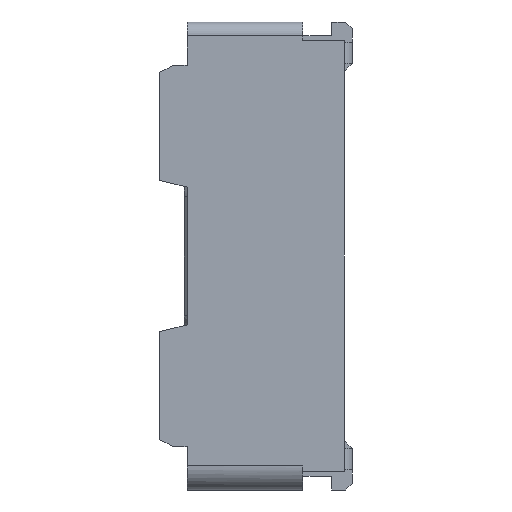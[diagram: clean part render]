
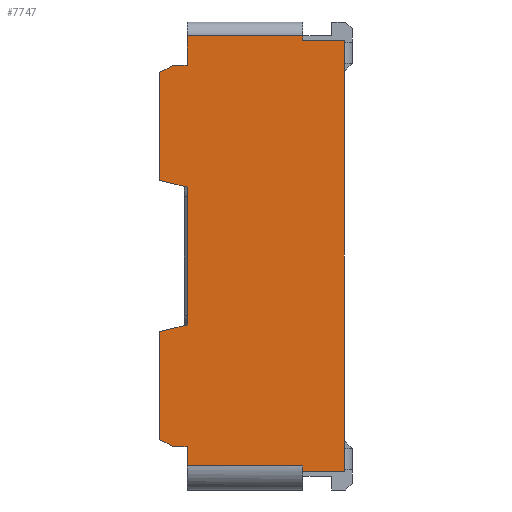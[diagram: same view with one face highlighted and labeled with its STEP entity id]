
A CAD part, left-side view. The second image highlights one B-rep face of the part: STEP entity #7747.
In plain terms, the highlighted planar face has unit normal (-1, 0, 0).
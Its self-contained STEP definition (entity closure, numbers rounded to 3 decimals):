
#209=DIRECTION('',(0.,1.,0.));
#210=VECTOR('',#209,0.1);
#211=CARTESIAN_POINT('',(-3.15,0.57,1.385));
#212=LINE('',#211,#210);
#237=DIRECTION('',(0.,0.,-1.));
#238=VECTOR('',#237,0.215);
#239=CARTESIAN_POINT('',(-3.15,0.57,1.6));
#240=LINE('',#239,#238);
#241=DIRECTION('',(0.,-1.,0.));
#242=VECTOR('',#241,0.84);
#243=CARTESIAN_POINT('',(-3.15,0.57,1.6));
#244=LINE('',#243,#242);
#245=DIRECTION('',(0.,0.,-1.));
#246=VECTOR('',#245,0.035);
#247=CARTESIAN_POINT('',(-3.15,-0.27,1.6));
#248=LINE('',#247,#246);
#249=DIRECTION('',(0.,1.,0.));
#250=VECTOR('',#249,0.3);
#251=CARTESIAN_POINT('',(-3.15,-0.57,1.565));
#252=LINE('',#251,#250);
#253=DIRECTION('',(0.,1.,0.));
#254=VECTOR('',#253,0.3);
#255=CARTESIAN_POINT('',(-3.15,-0.57,-1.565));
#256=LINE('',#255,#254);
#257=DIRECTION('',(0.,0.,-1.));
#258=VECTOR('',#257,0.04);
#259=CARTESIAN_POINT('',(-3.15,-0.27,-1.525));
#260=LINE('',#259,#258);
#261=DIRECTION('',(0.,1.,0.));
#262=VECTOR('',#261,0.84);
#263=CARTESIAN_POINT('',(-3.15,-0.27,-1.525));
#264=LINE('',#263,#262);
#265=DIRECTION('',(0.,0.,-1.));
#266=VECTOR('',#265,0.14);
#267=CARTESIAN_POINT('',(-3.15,0.57,-1.385));
#268=LINE('',#267,#266);
#269=DIRECTION('',(0.,1.,0.));
#270=VECTOR('',#269,0.1);
#271=CARTESIAN_POINT('',(-3.15,0.57,-1.385));
#272=LINE('',#271,#270);
#273=DIRECTION('',(0.,-0.894,-0.447));
#274=VECTOR('',#273,0.112);
#275=CARTESIAN_POINT('',(-3.15,0.77,-1.335));
#276=LINE('',#275,#274);
#277=DIRECTION('',(0.,0.97,-0.243));
#278=VECTOR('',#277,0.206);
#279=CARTESIAN_POINT('',(-3.15,0.57,-0.5));
#280=LINE('',#279,#278);
#281=DIRECTION('',(0.,0.,-1.));
#282=VECTOR('',#281,1.);
#283=CARTESIAN_POINT('',(-3.15,0.57,0.5));
#284=LINE('',#283,#282);
#285=DIRECTION('',(0.,-0.97,-0.243));
#286=VECTOR('',#285,0.206);
#287=CARTESIAN_POINT('',(-3.15,0.77,0.55));
#288=LINE('',#287,#286);
#289=DIRECTION('',(0.,0.894,-0.447));
#290=VECTOR('',#289,0.112);
#291=CARTESIAN_POINT('',(-3.15,0.67,1.385));
#292=LINE('',#291,#290);
#566=DIRECTION('',(0.,0.,1.));
#567=VECTOR('',#566,0.785);
#568=CARTESIAN_POINT('',(-3.15,0.77,0.55));
#569=LINE('',#568,#567);
#591=DIRECTION('',(0.,0.,1.));
#592=VECTOR('',#591,0.785);
#593=CARTESIAN_POINT('',(-3.15,0.77,-1.335));
#594=LINE('',#593,#592);
#1344=DIRECTION('',(0.,0.,-1.));
#1345=VECTOR('',#1344,3.13);
#1346=CARTESIAN_POINT('',(-3.15,-0.57,1.565));
#1347=LINE('',#1346,#1345);
#5630=CARTESIAN_POINT('',(-3.15,-0.57,1.565));
#5631=CARTESIAN_POINT('',(-3.15,-0.27,1.565));
#5632=VERTEX_POINT('',#5630);
#5633=VERTEX_POINT('',#5631);
#5642=CARTESIAN_POINT('',(-3.15,-0.57,-1.565));
#5643=VERTEX_POINT('',#5642);
#5652=CARTESIAN_POINT('',(-3.15,0.57,1.385));
#5654=VERTEX_POINT('',#5652);
#5656=CARTESIAN_POINT('',(-3.15,0.57,-1.385));
#5658=VERTEX_POINT('',#5656);
#6331=CARTESIAN_POINT('',(-3.15,-0.27,-1.565));
#6333=VERTEX_POINT('',#6331);
#6335=CARTESIAN_POINT('',(-3.15,-0.27,1.6));
#6337=VERTEX_POINT('',#6335);
#6338=CARTESIAN_POINT('',(-3.15,0.57,1.6));
#6339=VERTEX_POINT('',#6338);
#6343=CARTESIAN_POINT('',(-3.15,0.57,-1.525));
#6345=VERTEX_POINT('',#6343);
#6346=CARTESIAN_POINT('',(-3.15,-0.27,-1.525));
#6347=VERTEX_POINT('',#6346);
#6446=CARTESIAN_POINT('',(-3.15,0.67,1.385));
#6448=VERTEX_POINT('',#6446);
#6450=CARTESIAN_POINT('',(-3.15,0.77,1.335));
#6452=VERTEX_POINT('',#6450);
#6455=CARTESIAN_POINT('',(-3.15,0.77,-1.335));
#6457=VERTEX_POINT('',#6455);
#6459=CARTESIAN_POINT('',(-3.15,0.67,-1.385));
#6461=VERTEX_POINT('',#6459);
#6494=CARTESIAN_POINT('',(-3.15,0.77,0.55));
#6495=CARTESIAN_POINT('',(-3.15,0.57,0.5));
#6496=VERTEX_POINT('',#6494);
#6497=VERTEX_POINT('',#6495);
#6506=CARTESIAN_POINT('',(-3.15,0.57,-0.5));
#6507=CARTESIAN_POINT('',(-3.15,0.77,-0.55));
#6508=VERTEX_POINT('',#6506);
#6509=VERTEX_POINT('',#6507);
#7709=CARTESIAN_POINT('',(-3.15,0.57,1.7));
#7710=DIRECTION('',(-1.,0.,0.));
#7711=DIRECTION('',(0.,-1.,0.));
#7712=AXIS2_PLACEMENT_3D('',#7709,#7710,#7711);
#7713=PLANE('',#7712);
#7714=ORIENTED_EDGE('',*,*,#7666,.F.);
#7715=ORIENTED_EDGE('',*,*,#7502,.F.);
#7717=ORIENTED_EDGE('',*,*,#7716,.T.);
#7719=ORIENTED_EDGE('',*,*,#7718,.T.);
#7721=ORIENTED_EDGE('',*,*,#7720,.F.);
#7723=ORIENTED_EDGE('',*,*,#7722,.T.);
#7725=ORIENTED_EDGE('',*,*,#7724,.T.);
#7727=ORIENTED_EDGE('',*,*,#7726,.F.);
#7729=ORIENTED_EDGE('',*,*,#7728,.T.);
#7730=ORIENTED_EDGE('',*,*,#7525,.F.);
#7732=ORIENTED_EDGE('',*,*,#7731,.T.);
#7734=ORIENTED_EDGE('',*,*,#7733,.F.);
#7736=ORIENTED_EDGE('',*,*,#7735,.T.);
#7738=ORIENTED_EDGE('',*,*,#7737,.F.);
#7739=ORIENTED_EDGE('',*,*,#7555,.F.);
#7741=ORIENTED_EDGE('',*,*,#7740,.F.);
#7743=ORIENTED_EDGE('',*,*,#7742,.T.);
#7744=ORIENTED_EDGE('',*,*,#7700,.F.);
#7745=EDGE_LOOP('',(#7714,#7715,#7717,#7719,#7721,#7723,#7725,#7727,#7729,#7730,
#7732,#7734,#7736,#7738,#7739,#7741,#7743,#7744));
#7746=FACE_OUTER_BOUND('',#7745,.F.);
#7747=ADVANCED_FACE('',(#7746),#7713,.T.);
#7502=EDGE_CURVE('',#6339,#5654,#240,.T.);
#7525=EDGE_CURVE('',#5658,#6345,#268,.T.);
#7555=EDGE_CURVE('',#6497,#6508,#284,.T.);
#7666=EDGE_CURVE('',#5654,#6448,#212,.T.);
#7700=EDGE_CURVE('',#6448,#6452,#292,.T.);
#7716=EDGE_CURVE('',#6339,#6337,#244,.T.);
#7718=EDGE_CURVE('',#6337,#5633,#248,.T.);
#7720=EDGE_CURVE('',#5632,#5633,#252,.T.);
#7722=EDGE_CURVE('',#5632,#5643,#1347,.T.);
#7724=EDGE_CURVE('',#5643,#6333,#256,.T.);
#7726=EDGE_CURVE('',#6347,#6333,#260,.T.);
#7728=EDGE_CURVE('',#6347,#6345,#264,.T.);
#7731=EDGE_CURVE('',#5658,#6461,#272,.T.);
#7733=EDGE_CURVE('',#6457,#6461,#276,.T.);
#7735=EDGE_CURVE('',#6457,#6509,#594,.T.);
#7737=EDGE_CURVE('',#6508,#6509,#280,.T.);
#7740=EDGE_CURVE('',#6496,#6497,#288,.T.);
#7742=EDGE_CURVE('',#6496,#6452,#569,.T.);
